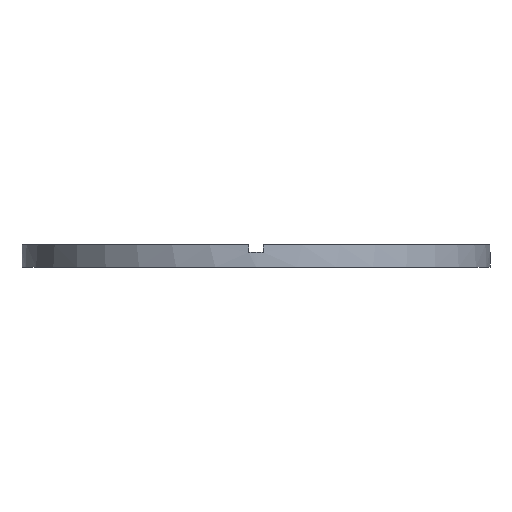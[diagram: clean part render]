
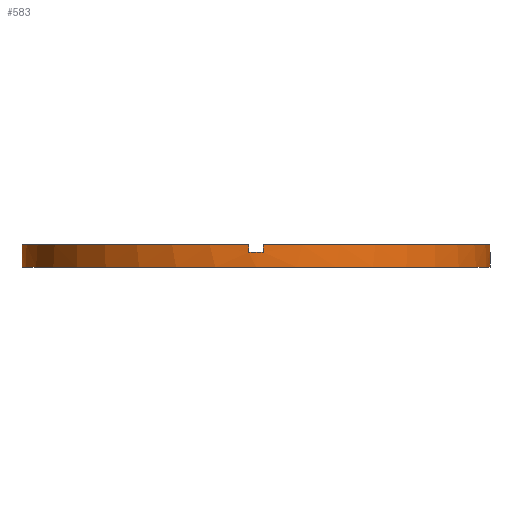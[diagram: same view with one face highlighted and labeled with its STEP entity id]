
A CAD part, front view. The second image highlights one B-rep face of the part: STEP entity #583.
In plain terms, the highlighted cylindrical face has radius 31.5 mm (diameter 63 mm), a partial arc.
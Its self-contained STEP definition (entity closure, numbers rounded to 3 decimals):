
#14 = EDGE_CURVE ( 'NONE', #264, #201, #422, .T. ) ;
#24 = VERTEX_POINT ( 'NONE', #733 ) ;
#49 = DIRECTION ( 'NONE',  ( 0., 0., 1. ) ) ;
#58 = CARTESIAN_POINT ( 'NONE',  ( -31.5, 0., 2. ) ) ;
#59 = DIRECTION ( 'NONE',  ( -1., 0., 0. ) ) ;
#63 = DIRECTION ( 'NONE',  ( 0., 0., 1. ) ) ;
#68 = DIRECTION ( 'NONE',  ( 0., 0., 1. ) ) ;
#77 = VECTOR ( 'NONE', #363, 1000. ) ;
#90 = DIRECTION ( 'NONE',  ( 0., 0., -1. ) ) ;
#91 = CARTESIAN_POINT ( 'NONE',  ( 0., 0., 2. ) ) ;
#93 = VECTOR ( 'NONE', #90, 1000. ) ;
#97 = CIRCLE ( 'NONE', #263, 31.5 ) ;
#98 = LINE ( 'NONE', #255, #77 ) ;
#109 = EDGE_CURVE ( 'NONE', #297, #447, #163, .T. ) ;
#117 = CIRCLE ( 'NONE', #333, 31.5 ) ;
#119 = DIRECTION ( 'NONE',  ( 0., 0., -1. ) ) ;
#124 = EDGE_CURVE ( 'NONE', #289, #732, #686, .T. ) ;
#143 = AXIS2_PLACEMENT_3D ( 'NONE', #91, #225, #344 ) ;
#145 = CARTESIAN_POINT ( 'NONE',  ( -31.5, 0., 3. ) ) ;
#153 = CARTESIAN_POINT ( 'NONE',  ( -31.484, -1., 2. ) ) ;
#163 = CIRCLE ( 'NONE', #655, 31.5 ) ;
#169 = VECTOR ( 'NONE', #284, 1000. ) ;
#173 = ORIENTED_EDGE ( 'NONE', *, *, #409, .T. ) ;
#182 = DIRECTION ( 'NONE',  ( 0., 0., -1. ) ) ;
#184 = EDGE_CURVE ( 'NONE', #776, #510, #117, .T. ) ;
#186 = CARTESIAN_POINT ( 'NONE',  ( 1., -31.484, 3. ) ) ;
#189 = DIRECTION ( 'NONE',  ( 1., 0., 0. ) ) ;
#201 = VERTEX_POINT ( 'NONE', #726 ) ;
#208 = DIRECTION ( 'NONE',  ( 1., 0., 0. ) ) ;
#213 = ORIENTED_EDGE ( 'NONE', *, *, #580, .F. ) ;
#216 = AXIS2_PLACEMENT_3D ( 'NONE', #357, #648, #59 ) ;
#219 = CARTESIAN_POINT ( 'NONE',  ( 31.5, 0., 3. ) ) ;
#225 = DIRECTION ( 'NONE',  ( 0., 0., 1. ) ) ;
#228 = CIRCLE ( 'NONE', #600, 31.5 ) ;
#229 = ORIENTED_EDGE ( 'NONE', *, *, #109, .F. ) ;
#255 = CARTESIAN_POINT ( 'NONE',  ( -1., -31.484, 3. ) ) ;
#256 = ORIENTED_EDGE ( 'NONE', *, *, #14, .F. ) ;
#263 = AXIS2_PLACEMENT_3D ( 'NONE', #538, #49, #208 ) ;
#264 = VERTEX_POINT ( 'NONE', #531 ) ;
#273 = ORIENTED_EDGE ( 'NONE', *, *, #707, .T. ) ;
#277 = EDGE_CURVE ( 'NONE', #715, #201, #228, .T. ) ;
#278 = CARTESIAN_POINT ( 'NONE',  ( -1., -31.484, 3. ) ) ;
#284 = DIRECTION ( 'NONE',  ( 0., 0., -1. ) ) ;
#285 = EDGE_CURVE ( 'NONE', #289, #510, #486, .T. ) ;
#289 = VERTEX_POINT ( 'NONE', #505 ) ;
#297 = VERTEX_POINT ( 'NONE', #674 ) ;
#324 = AXIS2_PLACEMENT_3D ( 'NONE', #607, #63, #330 ) ;
#330 = DIRECTION ( 'NONE',  ( 1., 0., 0. ) ) ;
#333 = AXIS2_PLACEMENT_3D ( 'NONE', #601, #68, #720 ) ;
#342 = CARTESIAN_POINT ( 'NONE',  ( -31.5, 0., 0. ) ) ;
#344 = DIRECTION ( 'NONE',  ( 1., 0., 0. ) ) ;
#347 = VECTOR ( 'NONE', #119, 1000. ) ;
#349 = VECTOR ( 'NONE', #400, 1000. ) ;
#356 = CIRCLE ( 'NONE', #143, 31.5 ) ;
#357 = CARTESIAN_POINT ( 'NONE',  ( 0., 0., 3. ) ) ;
#363 = DIRECTION ( 'NONE',  ( 0., 0., 1. ) ) ;
#368 = LINE ( 'NONE', #405, #349 ) ;
#400 = DIRECTION ( 'NONE',  ( 0., 0., 1. ) ) ;
#405 = CARTESIAN_POINT ( 'NONE',  ( 31.484, -1., 3. ) ) ;
#409 = EDGE_CURVE ( 'NONE', #533, #447, #775, .T. ) ;
#422 = LINE ( 'NONE', #219, #169 ) ;
#441 = CARTESIAN_POINT ( 'NONE',  ( 0., 0., 2. ) ) ;
#447 = VERTEX_POINT ( 'NONE', #659 ) ;
#468 = CARTESIAN_POINT ( 'NONE',  ( 1., -31.484, 3. ) ) ;
#473 = ORIENTED_EDGE ( 'NONE', *, *, #534, .F. ) ;
#479 = EDGE_CURVE ( 'NONE', #297, #732, #98, .T. ) ;
#486 = LINE ( 'NONE', #596, #735 ) ;
#492 = ORIENTED_EDGE ( 'NONE', *, *, #716, .T. ) ;
#495 = ORIENTED_EDGE ( 'NONE', *, *, #184, .F. ) ;
#501 = EDGE_LOOP ( 'NONE', ( #256, #213, #492, #473, #173, #229, #759, #718, #535, #495, #273, #761 ) ) ;
#505 = CARTESIAN_POINT ( 'NONE',  ( -31.484, -1., 3. ) ) ;
#509 = VERTEX_POINT ( 'NONE', #599 ) ;
#510 = VERTEX_POINT ( 'NONE', #153 ) ;
#511 = CARTESIAN_POINT ( 'NONE',  ( 0., 0., 0. ) ) ;
#516 = DIRECTION ( 'NONE',  ( 1., 0., 0. ) ) ;
#531 = CARTESIAN_POINT ( 'NONE',  ( 31.5, 0., 2. ) ) ;
#533 = VERTEX_POINT ( 'NONE', #468 ) ;
#534 = EDGE_CURVE ( 'NONE', #533, #24, #97, .T. ) ;
#535 = ORIENTED_EDGE ( 'NONE', *, *, #285, .T. ) ;
#538 = CARTESIAN_POINT ( 'NONE',  ( 0., 0., 3. ) ) ;
#558 = DIRECTION ( 'NONE',  ( 0., 0., 1. ) ) ;
#563 = DIRECTION ( 'NONE',  ( 0., 0., 1. ) ) ;
#580 = EDGE_CURVE ( 'NONE', #509, #264, #356, .T. ) ;
#583 = ADVANCED_FACE ( 'NONE', ( #623 ), #620, .T. ) ;
#596 = CARTESIAN_POINT ( 'NONE',  ( -31.484, -1., 3. ) ) ;
#598 = LINE ( 'NONE', #145, #93 ) ;
#599 = CARTESIAN_POINT ( 'NONE',  ( 31.484, -1., 2. ) ) ;
#600 = AXIS2_PLACEMENT_3D ( 'NONE', #511, #558, #189 ) ;
#601 = CARTESIAN_POINT ( 'NONE',  ( 0., 0., 2. ) ) ;
#607 = CARTESIAN_POINT ( 'NONE',  ( 0., 0., 3. ) ) ;
#620 = CYLINDRICAL_SURFACE ( 'NONE', #216, 31.5 ) ;
#623 = FACE_OUTER_BOUND ( 'NONE', #501, .T. ) ;
#648 = DIRECTION ( 'NONE',  ( 0., 0., -1. ) ) ;
#655 = AXIS2_PLACEMENT_3D ( 'NONE', #441, #563, #516 ) ;
#659 = CARTESIAN_POINT ( 'NONE',  ( 1., -31.484, 2. ) ) ;
#674 = CARTESIAN_POINT ( 'NONE',  ( -1., -31.484, 2. ) ) ;
#686 = CIRCLE ( 'NONE', #324, 31.5 ) ;
#707 = EDGE_CURVE ( 'NONE', #776, #715, #598, .T. ) ;
#715 = VERTEX_POINT ( 'NONE', #342 ) ;
#716 = EDGE_CURVE ( 'NONE', #509, #24, #368, .T. ) ;
#718 = ORIENTED_EDGE ( 'NONE', *, *, #124, .F. ) ;
#720 = DIRECTION ( 'NONE',  ( 1., 0., 0. ) ) ;
#726 = CARTESIAN_POINT ( 'NONE',  ( 31.5, 0., 0. ) ) ;
#732 = VERTEX_POINT ( 'NONE', #278 ) ;
#733 = CARTESIAN_POINT ( 'NONE',  ( 31.484, -1., 3. ) ) ;
#735 = VECTOR ( 'NONE', #182, 1000. ) ;
#759 = ORIENTED_EDGE ( 'NONE', *, *, #479, .T. ) ;
#761 = ORIENTED_EDGE ( 'NONE', *, *, #277, .T. ) ;
#775 = LINE ( 'NONE', #186, #347 ) ;
#776 = VERTEX_POINT ( 'NONE', #58 ) ;
